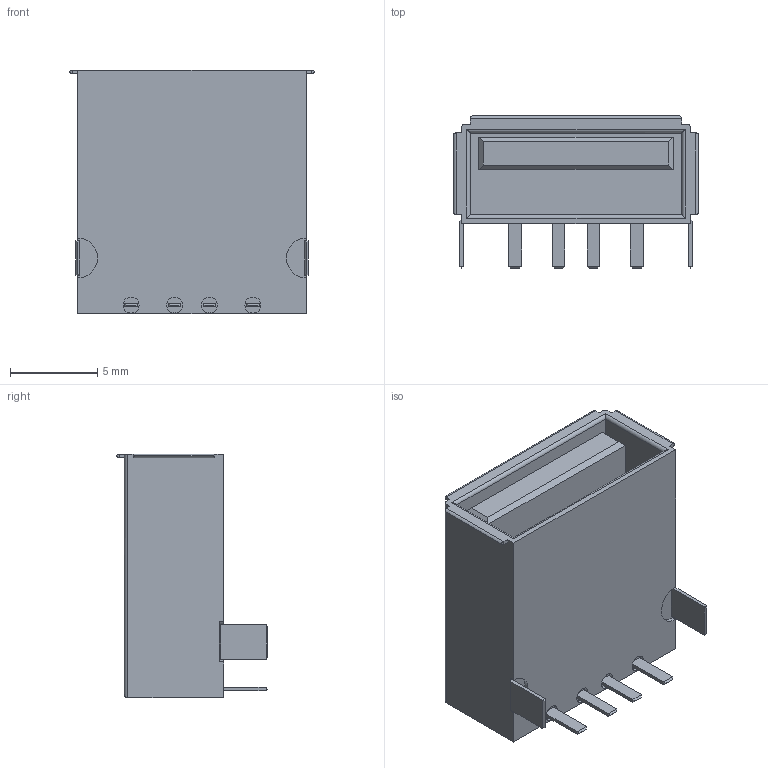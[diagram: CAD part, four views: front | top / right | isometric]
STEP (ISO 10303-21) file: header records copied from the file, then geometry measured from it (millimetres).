
FILE_DESCRIPTION (( 'STEP AP214' ), '1' );
FILE_NAME ('USB_A.STEP', '2024-10-05T22:08:32', ( '' ), ( '' ), 'SwSTEP 2.0', 'SolidWorks 2024', '' );
FILE_SCHEMA (( 'AUTOMOTIVE_DESIGN' ));
Length unit declared in the file: millimetre
Products named in the file (1): USB_A
Bounding box: 14.1 x 8.72 x 14 mm (x, y, z)
Volume: 540.8 mm3; surface area: 1565.9 mm2
Topology: 2 solids, 2 shells, 151 faces, 362 edges, 226 vertices
Faces by surface type: plane 108, cylinder 43
Entity records: 4318 total; most frequent: CARTESIAN_POINT 794, ORIENTED_EDGE 724, DIRECTION 698, EDGE_CURVE 362, LINE 294, VECTOR 294, VERTEX_POINT 226, AXIS2_PLACEMENT_3D 202
